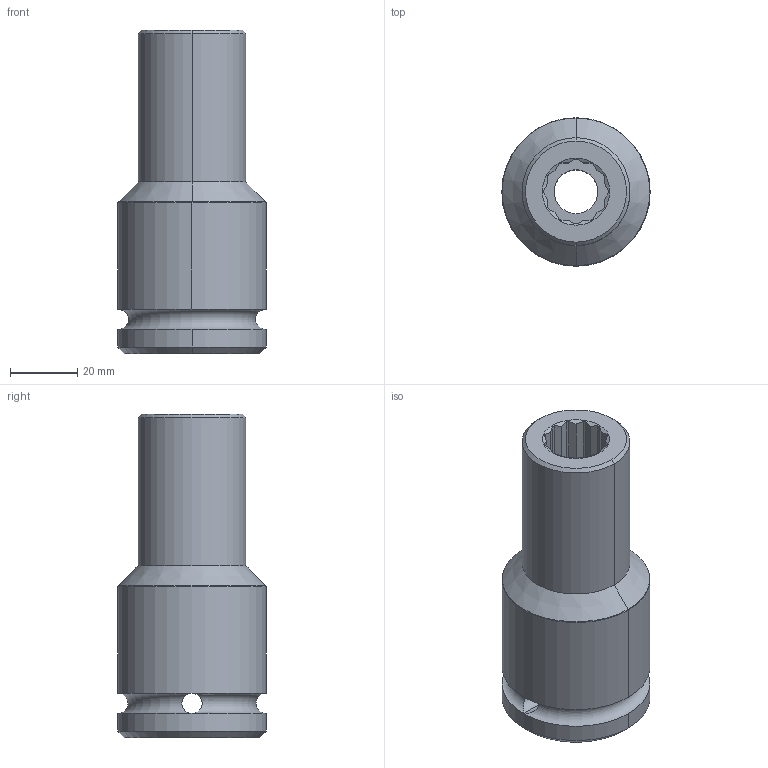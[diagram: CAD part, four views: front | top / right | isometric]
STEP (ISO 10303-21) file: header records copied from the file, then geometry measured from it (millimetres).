
FILE_DESCRIPTION((''),'2;1');
FILE_NAME('4027151717','2023-09-11T13:47:44',('a00565553'),(''),'CREO PARAMETRIC BY PTC INC, 2022414','CREO PARAMETRIC BY PTC INC, 2022414','');
FILE_SCHEMA(('CONFIG_CONTROL_DESIGN','GEOMETRIC_VALIDATION_PROPERTIES_MIM'));
Length unit declared in the file: millimetre
Products named in the file (1): 4027151717
Bounding box: 44 x 44 x 96 mm (x, y, z)
Volume: 88016.4 mm3; surface area: 19249.7 mm2
Topology: 1 solids, 1 shells, 83 faces, 214 edges, 134 vertices
Faces by surface type: plane 37, cylinder 30, cone 12, torus 4
Entity records: 3390 total; most frequent: CARTESIAN_POINT 600, ORIENTED_EDGE 428, DIRECTION 420, PRESENTATION_STYLE_ASSIGNMENT 215, STYLED_ITEM 215, CURVE_STYLE 214, EDGE_CURVE 214, AXIS2_PLACEMENT_3D 159
